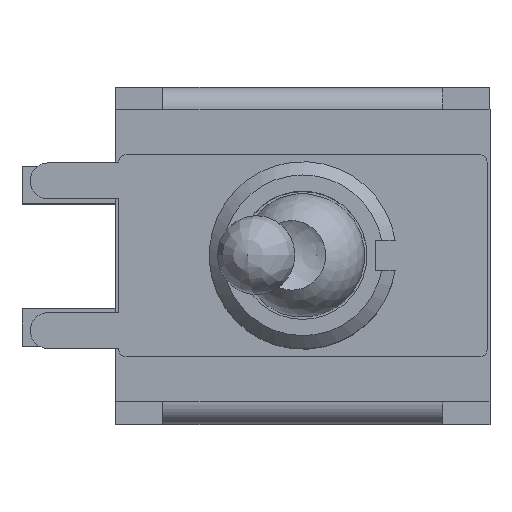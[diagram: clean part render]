
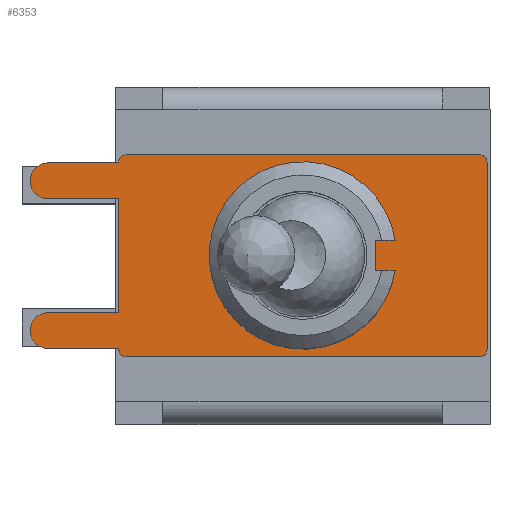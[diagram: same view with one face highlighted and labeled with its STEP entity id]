
A CAD part, top view. The second image highlights one B-rep face of the part: STEP entity #6353.
In plain terms, the highlighted planar face has unit normal (0, 0, 1).
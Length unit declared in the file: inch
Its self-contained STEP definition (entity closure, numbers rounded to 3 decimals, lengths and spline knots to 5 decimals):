
#28=FACE_BOUND('',#898,.T.);
#174=PLANE('',#6867);
#521=FACE_OUTER_BOUND('',#897,.T.);
#897=EDGE_LOOP('',(#4947,#4948,#4949,#4950,#4951,#4952,#4953,#4954,#4955,
#4956,#4957,#4958,#4959,#4960,#4961,#4962));
#898=EDGE_LOOP('',(#4963,#4964,#4965,#4966));
#1369=LINE('',#9704,#2121);
#1370=LINE('',#9706,#2122);
#1371=LINE('',#9710,#2123);
#1372=LINE('',#9712,#2124);
#1373=LINE('',#9714,#2125);
#1374=LINE('',#9718,#2126);
#1375=LINE('',#9720,#2127);
#1376=LINE('',#9724,#2128);
#1377=LINE('',#9728,#2129);
#1378=LINE('',#9731,#2130);
#1379=LINE('',#9734,#2131);
#1380=LINE('',#9736,#2132);
#1381=LINE('',#9738,#2133);
#2121=VECTOR('',#7932,0.3937);
#2122=VECTOR('',#7933,0.3937);
#2123=VECTOR('',#7936,0.3937);
#2124=VECTOR('',#7937,0.3937);
#2125=VECTOR('',#7938,0.3937);
#2126=VECTOR('',#7941,0.3937);
#2127=VECTOR('',#7942,0.3937);
#2128=VECTOR('',#7945,0.3937);
#2129=VECTOR('',#7948,0.3937);
#2130=VECTOR('',#7951,0.3937);
#2131=VECTOR('',#7952,0.3937);
#2132=VECTOR('',#7953,0.3937);
#2133=VECTOR('',#7954,0.3937);
#2727=CIRCLE('',#6868,0.00984);
#2728=CIRCLE('',#6869,0.02402);
#2729=CIRCLE('',#6870,0.02402);
#2730=CIRCLE('',#6871,0.00984);
#2731=CIRCLE('',#6872,0.00984);
#2732=CIRCLE('',#6873,0.00984);
#2733=CIRCLE('',#6874,0.125);
#2987=VERTEX_POINT('',#9700);
#2988=VERTEX_POINT('',#9701);
#2989=VERTEX_POINT('',#9703);
#2990=VERTEX_POINT('',#9705);
#2991=VERTEX_POINT('',#9707);
#2992=VERTEX_POINT('',#9709);
#2993=VERTEX_POINT('',#9711);
#2994=VERTEX_POINT('',#9713);
#2995=VERTEX_POINT('',#9715);
#2996=VERTEX_POINT('',#9717);
#2997=VERTEX_POINT('',#9719);
#2998=VERTEX_POINT('',#9721);
#2999=VERTEX_POINT('',#9723);
#3000=VERTEX_POINT('',#9725);
#3001=VERTEX_POINT('',#9727);
#3002=VERTEX_POINT('',#9729);
#3003=VERTEX_POINT('',#9732);
#3004=VERTEX_POINT('',#9733);
#3005=VERTEX_POINT('',#9735);
#3006=VERTEX_POINT('',#9737);
#3712=EDGE_CURVE('',#2987,#2988,#2727,.T.);
#3713=EDGE_CURVE('',#2989,#2987,#1369,.T.);
#3714=EDGE_CURVE('',#2990,#2989,#1370,.T.);
#3715=EDGE_CURVE('',#2991,#2990,#2728,.T.);
#3716=EDGE_CURVE('',#2992,#2991,#1371,.T.);
#3717=EDGE_CURVE('',#2993,#2992,#1372,.T.);
#3718=EDGE_CURVE('',#2994,#2993,#1373,.T.);
#3719=EDGE_CURVE('',#2995,#2994,#2729,.T.);
#3720=EDGE_CURVE('',#2996,#2995,#1374,.T.);
#3721=EDGE_CURVE('',#2997,#2996,#1375,.T.);
#3722=EDGE_CURVE('',#2998,#2997,#2730,.T.);
#3723=EDGE_CURVE('',#2999,#2998,#1376,.T.);
#3724=EDGE_CURVE('',#3000,#2999,#2731,.T.);
#3725=EDGE_CURVE('',#3001,#3000,#1377,.T.);
#3726=EDGE_CURVE('',#3002,#3001,#2732,.T.);
#3727=EDGE_CURVE('',#2988,#3002,#1378,.T.);
#3728=EDGE_CURVE('',#3003,#3004,#1379,.T.);
#3729=EDGE_CURVE('',#3005,#3003,#1380,.T.);
#3730=EDGE_CURVE('',#3006,#3005,#1381,.T.);
#3731=EDGE_CURVE('',#3004,#3006,#2733,.T.);
#4947=ORIENTED_EDGE('',*,*,#3712,.F.);
#4948=ORIENTED_EDGE('',*,*,#3713,.F.);
#4949=ORIENTED_EDGE('',*,*,#3714,.F.);
#4950=ORIENTED_EDGE('',*,*,#3715,.F.);
#4951=ORIENTED_EDGE('',*,*,#3716,.F.);
#4952=ORIENTED_EDGE('',*,*,#3717,.F.);
#4953=ORIENTED_EDGE('',*,*,#3718,.F.);
#4954=ORIENTED_EDGE('',*,*,#3719,.F.);
#4955=ORIENTED_EDGE('',*,*,#3720,.F.);
#4956=ORIENTED_EDGE('',*,*,#3721,.F.);
#4957=ORIENTED_EDGE('',*,*,#3722,.F.);
#4958=ORIENTED_EDGE('',*,*,#3723,.F.);
#4959=ORIENTED_EDGE('',*,*,#3724,.F.);
#4960=ORIENTED_EDGE('',*,*,#3725,.F.);
#4961=ORIENTED_EDGE('',*,*,#3726,.F.);
#4962=ORIENTED_EDGE('',*,*,#3727,.F.);
#4963=ORIENTED_EDGE('',*,*,#3728,.F.);
#4964=ORIENTED_EDGE('',*,*,#3729,.F.);
#4965=ORIENTED_EDGE('',*,*,#3730,.F.);
#4966=ORIENTED_EDGE('',*,*,#3731,.F.);
#6353=ADVANCED_FACE('',(#521,#28),#174,.T.);
#6867=AXIS2_PLACEMENT_3D('',#9699,#7928,#7929);
#6868=AXIS2_PLACEMENT_3D('',#9702,#7930,#7931);
#6869=AXIS2_PLACEMENT_3D('',#9708,#7934,#7935);
#6870=AXIS2_PLACEMENT_3D('',#9716,#7939,#7940);
#6871=AXIS2_PLACEMENT_3D('',#9722,#7943,#7944);
#6872=AXIS2_PLACEMENT_3D('',#9726,#7946,#7947);
#6873=AXIS2_PLACEMENT_3D('',#9730,#7949,#7950);
#6874=AXIS2_PLACEMENT_3D('',#9739,#7955,#7956);
#7928=DIRECTION('center_axis',(0.,0.,
1.));
#7929=DIRECTION('ref_axis',(-1.,0.,0.));
#7930=DIRECTION('center_axis',(0.,0.,
-1.));
#7931=DIRECTION('ref_axis',(-0.707,0.707,0.));
#7932=DIRECTION('',(0.,1.,0.));
#7933=DIRECTION('',(1.,0.,0.));
#7934=DIRECTION('center_axis',(0.,0.,
-1.));
#7935=DIRECTION('ref_axis',(0.,1.,0.));
#7936=DIRECTION('',(-1.,0.,0.));
#7937=DIRECTION('',(0.,1.,0.));
#7938=DIRECTION('',(1.,0.,0.));
#7939=DIRECTION('center_axis',(0.,0.,
-1.));
#7940=DIRECTION('ref_axis',(0.,1.,0.));
#7941=DIRECTION('',(-1.,0.,0.));
#7942=DIRECTION('',(0.,1.,0.));
#7943=DIRECTION('center_axis',(0.,0.,
-1.));
#7944=DIRECTION('ref_axis',(-0.707,-0.707,0.));
#7945=DIRECTION('',(-1.,0.,0.));
#7946=DIRECTION('center_axis',(0.,0.,
-1.));
#7947=DIRECTION('ref_axis',(0.707,-0.707,0.));
#7948=DIRECTION('',(0.,-1.,0.));
#7949=DIRECTION('center_axis',(0.,0.,
-1.));
#7950=DIRECTION('ref_axis',(0.707,0.707,0.));
#7951=DIRECTION('',(1.,0.,0.));
#7952=DIRECTION('',(1.,0.,0.));
#7953=DIRECTION('',(0.,1.,0.));
#7954=DIRECTION('',(-1.,0.,0.));
#7955=DIRECTION('center_axis',(0.,0.,
1.));
#7956=DIRECTION('ref_axis',(0.987,0.161,0.));
#9699=CARTESIAN_POINT('Origin',(-0.07164,0.,
0.36969));
#9700=CARTESIAN_POINT('',(-0.24606,0.1252,0.36969));
#9701=CARTESIAN_POINT('',(-0.23622,0.13504,0.36969));
#9702=CARTESIAN_POINT('Origin',(-0.23622,0.1252,0.36969));
#9703=CARTESIAN_POINT('',(-0.24606,0.12402,0.36969));
#9704=CARTESIAN_POINT('',(-0.24606,0.13504,0.36969));
#9705=CARTESIAN_POINT('',(-0.34016,0.12402,0.36969));
#9706=CARTESIAN_POINT('',(-0.24606,0.12402,0.36969));
#9707=CARTESIAN_POINT('',(-0.34016,0.07598,0.36969));
#9708=CARTESIAN_POINT('Origin',(-0.34016,0.1,0.36969));
#9709=CARTESIAN_POINT('',(-0.24606,0.07598,0.36969));
#9710=CARTESIAN_POINT('',(-0.34016,0.07598,0.36969));
#9711=CARTESIAN_POINT('',(-0.24606,-0.07598,0.36969));
#9712=CARTESIAN_POINT('',(-0.24606,0.07598,0.36969));
#9713=CARTESIAN_POINT('',(-0.34016,-0.07598,0.36969));
#9714=CARTESIAN_POINT('',(-0.24606,-0.07598,0.36969));
#9715=CARTESIAN_POINT('',(-0.34016,-0.12402,0.36969));
#9716=CARTESIAN_POINT('Origin',(-0.34016,-0.1,0.36969));
#9717=CARTESIAN_POINT('',(-0.24606,-0.12402,0.36969));
#9718=CARTESIAN_POINT('',(-0.34016,-0.12402,0.36969));
#9719=CARTESIAN_POINT('',(-0.24606,-0.1252,0.36969));
#9720=CARTESIAN_POINT('',(-0.24606,-0.12402,0.36969));
#9721=CARTESIAN_POINT('',(-0.23622,-0.13504,0.36969));
#9722=CARTESIAN_POINT('Origin',(-0.23622,-0.1252,0.36969));
#9723=CARTESIAN_POINT('',(0.23622,-0.13504,0.36969));
#9724=CARTESIAN_POINT('',(-0.24606,-0.13504,0.36969));
#9725=CARTESIAN_POINT('',(0.24606,-0.1252,0.36969));
#9726=CARTESIAN_POINT('Origin',(0.23622,-0.1252,0.36969));
#9727=CARTESIAN_POINT('',(0.24606,0.1252,0.36969));
#9728=CARTESIAN_POINT('',(0.24606,-0.13504,0.36969));
#9729=CARTESIAN_POINT('',(0.23622,0.13504,0.36969));
#9730=CARTESIAN_POINT('Origin',(0.23622,0.1252,0.36969));
#9731=CARTESIAN_POINT('',(0.24606,0.13504,0.36969));
#9732=CARTESIAN_POINT('',(0.09705,0.02008,0.36969));
#9733=CARTESIAN_POINT('',(0.12338,0.02008,0.36969));
#9734=CARTESIAN_POINT('',(0.02587,0.02008,0.36969));
#9735=CARTESIAN_POINT('',(0.09705,-0.02008,0.36969));
#9736=CARTESIAN_POINT('',(0.09705,0.01004,0.36969));
#9737=CARTESIAN_POINT('',(0.12338,-0.02008,0.36969));
#9738=CARTESIAN_POINT('',(0.01271,-0.02008,0.36969));
#9739=CARTESIAN_POINT('Origin',(0.,0.,
0.36969));
